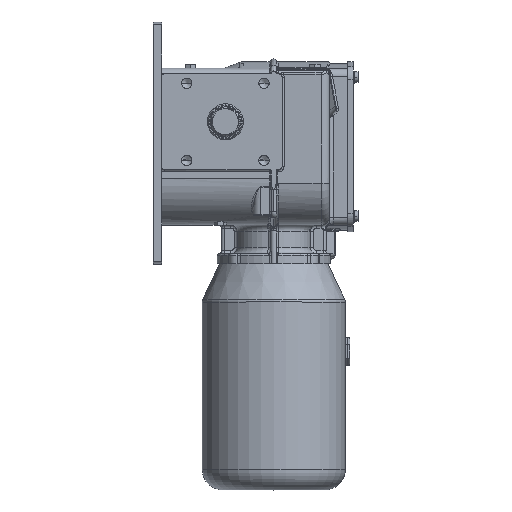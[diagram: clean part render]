
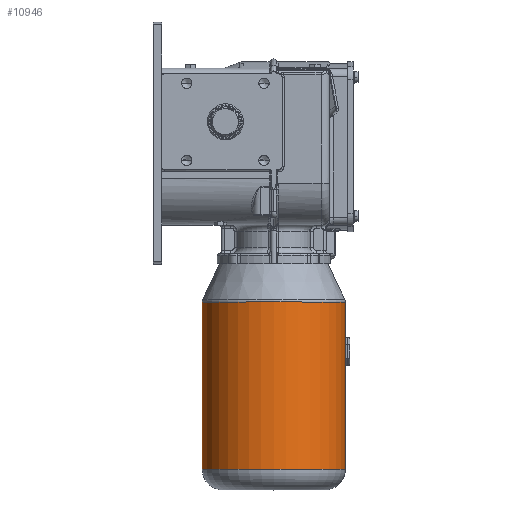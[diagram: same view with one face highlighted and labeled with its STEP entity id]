
A CAD part, top view. The second image highlights one B-rep face of the part: STEP entity #10946.
In plain terms, the highlighted cylindrical face has radius 69.5 mm (diameter 139 mm), a partial arc.
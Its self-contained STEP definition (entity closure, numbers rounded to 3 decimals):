
#1109 = DIRECTION ( 'NONE',  ( 0., -1., 0. ) ) ;
#1523 = DIRECTION ( 'NONE',  ( 0., 1., 0. ) ) ;
#1684 = FACE_OUTER_BOUND ( 'NONE', #32710, .T. ) ;
#1714 = CARTESIAN_POINT ( 'NONE',  ( 0., -199.5, -69.5 ) ) ;
#3456 = CARTESIAN_POINT ( 'NONE',  ( 0., -37.121, 0. ) ) ;
#4446 = DIRECTION ( 'NONE',  ( 0., 1., 0. ) ) ;
#5038 = ORIENTED_EDGE ( 'NONE', *, *, #15225, .T. ) ;
#5844 = CARTESIAN_POINT ( 'NONE',  ( 0., -199.5, 0. ) ) ;
#7295 = VERTEX_POINT ( 'NONE', #14151 ) ;
#7644 = LINE ( 'NONE', #25878, #18566 ) ;
#8555 = VECTOR ( 'NONE', #4446, 1000. ) ;
#9261 = LINE ( 'NONE', #14233, #8555 ) ;
#10364 = CARTESIAN_POINT ( 'NONE',  ( 0., -37.121, 69.5 ) ) ;
#10540 = CIRCLE ( 'NONE', #30159, 69.5 ) ;
#10946 = ADVANCED_FACE ( 'NONE', ( #1684 ), #16329, .T. ) ;
#10971 = ORIENTED_EDGE ( 'NONE', *, *, #15554, .T. ) ;
#11647 = VERTEX_POINT ( 'NONE', #31852 ) ;
#11825 = DIRECTION ( 'NONE',  ( 0., 0., 1. ) ) ;
#13027 = AXIS2_PLACEMENT_3D ( 'NONE', #14314, #1523, #11825 ) ;
#13878 = ORIENTED_EDGE ( 'NONE', *, *, #17168, .F. ) ;
#14151 = CARTESIAN_POINT ( 'NONE',  ( 0., -37.121, -69.5 ) ) ;
#14233 = CARTESIAN_POINT ( 'NONE',  ( 0., 0., -69.5 ) ) ;
#14314 = CARTESIAN_POINT ( 'NONE',  ( 0., 0., 0. ) ) ;
#15225 = EDGE_CURVE ( 'NONE', #24605, #11647, #20689, .T. ) ;
#15554 = EDGE_CURVE ( 'NONE', #11647, #18416, #7644, .T. ) ;
#16329 = CYLINDRICAL_SURFACE ( 'NONE', #13027, 69.5 ) ;
#17168 = EDGE_CURVE ( 'NONE', #24605, #7295, #9261, .T. ) ;
#18049 = AXIS2_PLACEMENT_3D ( 'NONE', #5844, #23577, #30761 ) ;
#18416 = VERTEX_POINT ( 'NONE', #10364 ) ;
#18566 = VECTOR ( 'NONE', #27891, 1000. ) ;
#20689 = CIRCLE ( 'NONE', #18049, 69.5 ) ;
#21045 = ORIENTED_EDGE ( 'NONE', *, *, #27922, .T. ) ;
#23577 = DIRECTION ( 'NONE',  ( 0., 1., 0. ) ) ;
#24605 = VERTEX_POINT ( 'NONE', #1714 ) ;
#25878 = CARTESIAN_POINT ( 'NONE',  ( 0., 0., 69.5 ) ) ;
#27891 = DIRECTION ( 'NONE',  ( 0., 1., 0. ) ) ;
#27922 = EDGE_CURVE ( 'NONE', #18416, #7295, #10540, .T. ) ;
#28366 = DIRECTION ( 'NONE',  ( 0., 0., -1. ) ) ;
#30159 = AXIS2_PLACEMENT_3D ( 'NONE', #3456, #1109, #28366 ) ;
#30761 = DIRECTION ( 'NONE',  ( 0., 0., 1. ) ) ;
#31852 = CARTESIAN_POINT ( 'NONE',  ( 0., -199.5, 69.5 ) ) ;
#32710 = EDGE_LOOP ( 'NONE', ( #13878, #5038, #10971, #21045 ) ) ;
